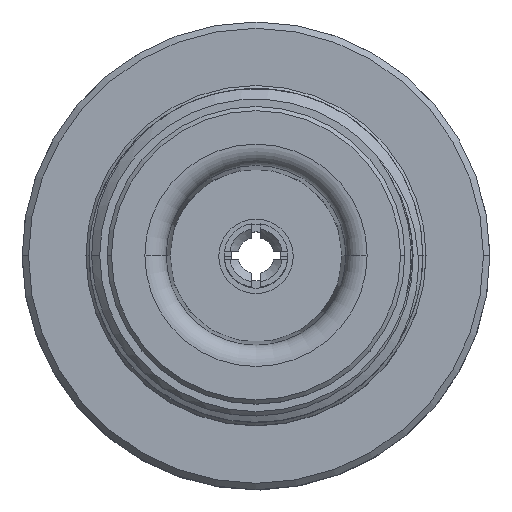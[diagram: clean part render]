
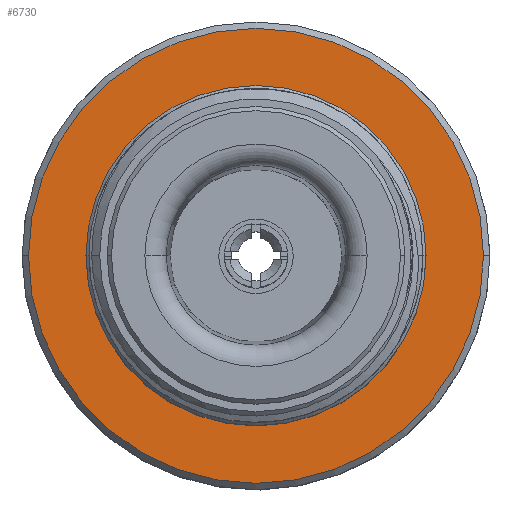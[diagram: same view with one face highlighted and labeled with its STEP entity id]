
A CAD part, top view. The second image highlights one B-rep face of the part: STEP entity #6730.
In plain terms, the highlighted planar face has unit normal (0, 0, 1).
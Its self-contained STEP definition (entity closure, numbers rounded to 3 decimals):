
#257 = AXIS2_PLACEMENT_3D ( 'NONE', #3099, #16027, #17737 ) ;
#1171 = DIRECTION ( 'NONE',  ( -1., 0., 0. ) ) ;
#1212 = ORIENTED_EDGE ( 'NONE', *, *, #14499, .F. ) ;
#2444 = VERTEX_POINT ( 'NONE', #11114 ) ;
#2817 = VERTEX_POINT ( 'NONE', #5798 ) ;
#3099 = CARTESIAN_POINT ( 'NONE',  ( 0., 0., 13.4 ) ) ;
#3377 = ORIENTED_EDGE ( 'NONE', *, *, #17406, .T. ) ;
#3393 = DIRECTION ( 'NONE',  ( 0., 0., -1. ) ) ;
#3478 = VERTEX_POINT ( 'NONE', #9108 ) ;
#3693 = CARTESIAN_POINT ( 'NONE',  ( -10.7, 0., 13.4 ) ) ;
#4238 = EDGE_CURVE ( 'NONE', #3478, #2444, #10144, .T. ) ;
#5610 = VERTEX_POINT ( 'NONE', #3693 ) ;
#5798 = CARTESIAN_POINT ( 'NONE',  ( 10.7, 0., 13.4 ) ) ;
#6333 = DIRECTION ( 'NONE',  ( -1., 0., 0. ) ) ;
#6730 = ADVANCED_FACE ( 'NONE', ( #7170, #17325 ), #9929, .T. ) ;
#7170 = FACE_BOUND ( 'NONE', #17943, .T. ) ;
#7446 = DIRECTION ( 'NONE',  ( 1., 0., 0. ) ) ;
#9108 = CARTESIAN_POINT ( 'NONE',  ( -8., 0., 13.4 ) ) ;
#9447 = ORIENTED_EDGE ( 'NONE', *, *, #4238, .T. ) ;
#9563 = DIRECTION ( 'NONE',  ( -1., 0., 0. ) ) ;
#9564 = EDGE_LOOP ( 'NONE', ( #1212, #14171 ) ) ;
#9929 = PLANE ( 'NONE',  #10461 ) ;
#10144 = CIRCLE ( 'NONE', #13499, 8. ) ;
#10233 = CIRCLE ( 'NONE', #12374, 8. ) ;
#10461 = AXIS2_PLACEMENT_3D ( 'NONE', #18673, #12969, #7446 ) ;
#11114 = CARTESIAN_POINT ( 'NONE',  ( 8., 0., 13.4 ) ) ;
#12374 = AXIS2_PLACEMENT_3D ( 'NONE', #13854, #18394, #9563 ) ;
#12969 = DIRECTION ( 'NONE',  ( 0., 0., 1. ) ) ;
#13028 = DIRECTION ( 'NONE',  ( 0., 0., -1. ) ) ;
#13250 = AXIS2_PLACEMENT_3D ( 'NONE', #15705, #13028, #1171 ) ;
#13499 = AXIS2_PLACEMENT_3D ( 'NONE', #16401, #3393, #6333 ) ;
#13854 = CARTESIAN_POINT ( 'NONE',  ( 0., 0., 13.4 ) ) ;
#14171 = ORIENTED_EDGE ( 'NONE', *, *, #17431, .F. ) ;
#14499 = EDGE_CURVE ( 'NONE', #5610, #2817, #15671, .T. ) ;
#15671 = CIRCLE ( 'NONE', #13250, 10.7 ) ;
#15705 = CARTESIAN_POINT ( 'NONE',  ( 0., 0., 13.4 ) ) ;
#16027 = DIRECTION ( 'NONE',  ( 0., 0., -1. ) ) ;
#16401 = CARTESIAN_POINT ( 'NONE',  ( 0., 0., 13.4 ) ) ;
#17325 = FACE_OUTER_BOUND ( 'NONE', #9564, .T. ) ;
#17406 = EDGE_CURVE ( 'NONE', #2444, #3478, #10233, .T. ) ;
#17431 = EDGE_CURVE ( 'NONE', #2817, #5610, #18440, .T. ) ;
#17737 = DIRECTION ( 'NONE',  ( -1., 0., 0. ) ) ;
#17943 = EDGE_LOOP ( 'NONE', ( #9447, #3377 ) ) ;
#18394 = DIRECTION ( 'NONE',  ( 0., 0., -1. ) ) ;
#18440 = CIRCLE ( 'NONE', #257, 10.7 ) ;
#18673 = CARTESIAN_POINT ( 'NONE',  ( 0., 8., 13.4 ) ) ;
